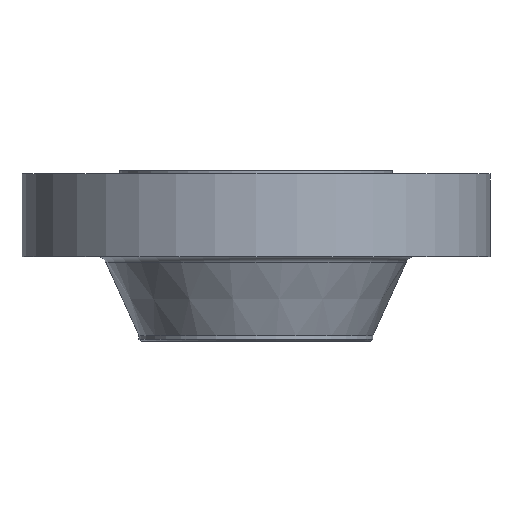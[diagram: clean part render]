
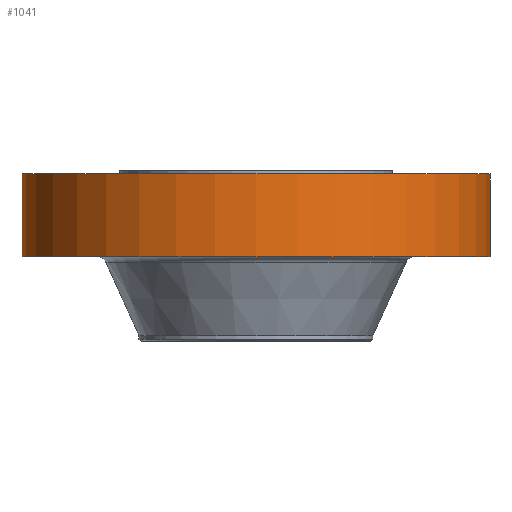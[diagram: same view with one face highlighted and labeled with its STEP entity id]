
A CAD part, front view. The second image highlights one B-rep face of the part: STEP entity #1041.
In plain terms, the highlighted cylindrical face has radius 457.2 mm (diameter 914.4 mm), a partial arc.
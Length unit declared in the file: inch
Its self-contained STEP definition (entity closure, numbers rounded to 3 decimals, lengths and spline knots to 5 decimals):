
#10 = CARTESIAN_POINT ( 'NONE',  ( 18., 0., 0. ) ) ;
#151 = VECTOR ( 'NONE', #1488, 39.37008 ) ;
#188 = VERTEX_POINT ( 'NONE', #863 ) ;
#195 = CARTESIAN_POINT ( 'NONE',  ( 0., 0., -6.625 ) ) ;
#205 = AXIS2_PLACEMENT_3D ( 'NONE', #195, #467, #728 ) ;
#287 = VERTEX_POINT ( 'NONE', #997 ) ;
#319 = LINE ( 'NONE', #978, #763 ) ;
#381 = VERTEX_POINT ( 'NONE', #1344 ) ;
#433 = LINE ( 'NONE', #10, #151 ) ;
#434 = AXIS2_PLACEMENT_3D ( 'NONE', #1441, #1118, #713 ) ;
#467 = DIRECTION ( 'NONE',  ( 0., 0., 1. ) ) ;
#473 = DIRECTION ( 'NONE',  ( 1., 0., 0. ) ) ;
#484 = EDGE_CURVE ( 'NONE', #1069, #287, #319, .T. ) ;
#588 = ORIENTED_EDGE ( 'NONE', *, *, #1568, .T. ) ;
#681 = CARTESIAN_POINT ( 'NONE',  ( -18., 0., -6.625 ) ) ;
#712 = DIRECTION ( 'NONE',  ( 0., 0., 1. ) ) ;
#713 = DIRECTION ( 'NONE',  ( 1., 0., 0. ) ) ;
#728 = DIRECTION ( 'NONE',  ( 1., 0., 0. ) ) ;
#739 = CYLINDRICAL_SURFACE ( 'NONE', #1748, 18. ) ;
#763 = VECTOR ( 'NONE', #712, 39.37008 ) ;
#772 = CARTESIAN_POINT ( 'NONE',  ( 0., 0., 0. ) ) ;
#863 = CARTESIAN_POINT ( 'NONE',  ( 18., 0., -0.25 ) ) ;
#896 = DIRECTION ( 'NONE',  ( 0., 0., 1. ) ) ;
#978 = CARTESIAN_POINT ( 'NONE',  ( -18., 0., 0. ) ) ;
#997 = CARTESIAN_POINT ( 'NONE',  ( -18., 0., -0.25 ) ) ;
#1041 = ADVANCED_FACE ( 'NONE', ( #1556 ), #739, .T. ) ;
#1067 = ORIENTED_EDGE ( 'NONE', *, *, #1669, .T. ) ;
#1069 = VERTEX_POINT ( 'NONE', #681 ) ;
#1118 = DIRECTION ( 'NONE',  ( 0., 0., 1. ) ) ;
#1130 = ORIENTED_EDGE ( 'NONE', *, *, #484, .F. ) ;
#1137 = EDGE_CURVE ( 'NONE', #287, #188, #1638, .T. ) ;
#1152 = ORIENTED_EDGE ( 'NONE', *, *, #1137, .F. ) ;
#1344 = CARTESIAN_POINT ( 'NONE',  ( 18., 0., -6.625 ) ) ;
#1393 = EDGE_LOOP ( 'NONE', ( #1130, #1067, #588, #1152 ) ) ;
#1441 = CARTESIAN_POINT ( 'NONE',  ( 0., 0., -0.25 ) ) ;
#1488 = DIRECTION ( 'NONE',  ( 0., 0., 1. ) ) ;
#1556 = FACE_OUTER_BOUND ( 'NONE', #1393, .T. ) ;
#1568 = EDGE_CURVE ( 'NONE', #381, #188, #433, .T. ) ;
#1638 = CIRCLE ( 'NONE', #434, 18. ) ;
#1669 = EDGE_CURVE ( 'NONE', #1069, #381, #1697, .T. ) ;
#1697 = CIRCLE ( 'NONE', #205, 18. ) ;
#1748 = AXIS2_PLACEMENT_3D ( 'NONE', #772, #896, #473 ) ;
